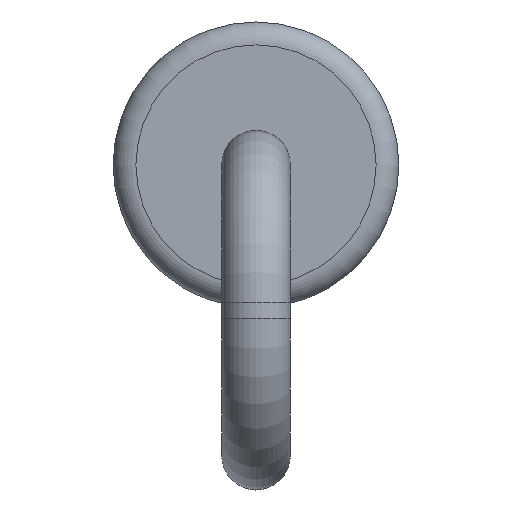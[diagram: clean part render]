
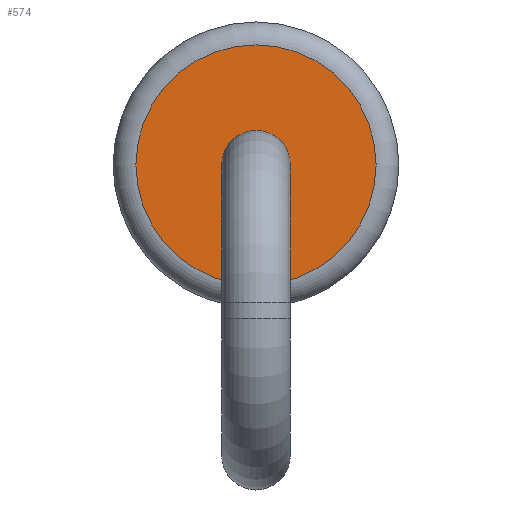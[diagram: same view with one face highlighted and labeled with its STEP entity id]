
A CAD part, front view. The second image highlights one B-rep face of the part: STEP entity #574.
In plain terms, the highlighted planar face has unit normal (0, -1, 0).
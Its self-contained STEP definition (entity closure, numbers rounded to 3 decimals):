
#553 = VERTEX_POINT('',#554);
#554 = CARTESIAN_POINT('',(1.05,1.2,0.));
#563 = EDGE_CURVE('',#553,#553,#564,.T.);
#564 = CIRCLE('',#565,1.05);
#565 = AXIS2_PLACEMENT_3D('',#566,#567,#568);
#566 = CARTESIAN_POINT('',(0.,1.2,0.));
#567 = DIRECTION('',(0.,-1.,0.));
#568 = DIRECTION('',(1.,0.,0.));
#574 = ADVANCED_FACE('',(#575,#578),#589,.F.);
#575 = FACE_BOUND('',#576,.F.);
#576 = EDGE_LOOP('',(#577));
#577 = ORIENTED_EDGE('',*,*,#563,.F.);
#578 = FACE_BOUND('',#579,.F.);
#579 = EDGE_LOOP('',(#580));
#580 = ORIENTED_EDGE('',*,*,#581,.F.);
#581 = EDGE_CURVE('',#582,#582,#584,.T.);
#582 = VERTEX_POINT('',#583);
#583 = CARTESIAN_POINT('',(0.3,1.2,0.002));
#584 = CIRCLE('',#585,0.3);
#585 = AXIS2_PLACEMENT_3D('',#586,#587,#588);
#586 = CARTESIAN_POINT('',(0.,1.2,0.002));
#587 = DIRECTION('',(0.,1.,0.));
#588 = DIRECTION('',(1.,0.,0.));
#589 = PLANE('',#590);
#590 = AXIS2_PLACEMENT_3D('',#591,#592,#593);
#591 = CARTESIAN_POINT('',(0.,1.2,0.));
#592 = DIRECTION('',(0.,1.,0.));
#593 = DIRECTION('',(0.,0.,1.));
